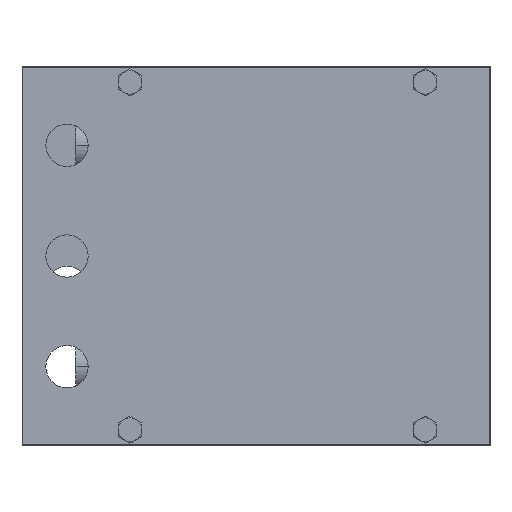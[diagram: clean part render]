
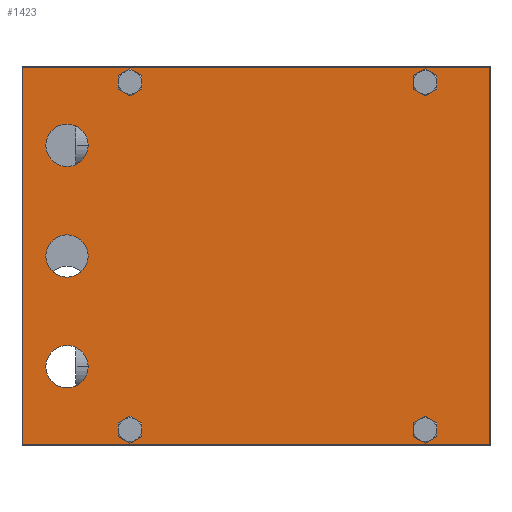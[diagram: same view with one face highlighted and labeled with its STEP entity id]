
A CAD part, left-side view. The second image highlights one B-rep face of the part: STEP entity #1423.
In plain terms, the highlighted planar face has unit normal (-1, 0, 0).
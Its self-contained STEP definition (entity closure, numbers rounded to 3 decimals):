
#162=FACE_BOUND('',#2360,.F.);
#163=FACE_BOUND('',#2361,.F.);
#164=FACE_BOUND('',#2362,.F.);
#165=FACE_BOUND('',#2363,.F.);
#166=FACE_BOUND('',#2364,.F.);
#167=FACE_BOUND('',#2365,.F.);
#168=FACE_BOUND('',#2366,.F.);
#1054=PLANE('',#10985);
#1423=ADVANCED_FACE('',(#162,#163,#164,#165,#166,#167,#168,#1888),#1054,.T.);
#1888=FACE_OUTER_BOUND('',#2367,.F.);
#2360=EDGE_LOOP('',(#4041,#4042));
#2361=EDGE_LOOP('',(#4043,#4044));
#2362=EDGE_LOOP('',(#4045,#4046));
#2363=EDGE_LOOP('',(#4047,#4048));
#2364=EDGE_LOOP('',(#4049,#4050));
#2365=EDGE_LOOP('',(#4051,#4052));
#2366=EDGE_LOOP('',(#4053,#4054));
#2367=EDGE_LOOP('',(#4055,#4056,#4057,#4058));
#4041=ORIENTED_EDGE('',*,*,#8165,.T.);
#4042=ORIENTED_EDGE('',*,*,#8164,.T.);
#4043=ORIENTED_EDGE('',*,*,#8173,.T.);
#4044=ORIENTED_EDGE('',*,*,#8172,.T.);
#4045=ORIENTED_EDGE('',*,*,#8181,.T.);
#4046=ORIENTED_EDGE('',*,*,#8180,.T.);
#4047=ORIENTED_EDGE('',*,*,#8185,.T.);
#4048=ORIENTED_EDGE('',*,*,#8184,.T.);
#4049=ORIENTED_EDGE('',*,*,#8177,.T.);
#4050=ORIENTED_EDGE('',*,*,#8176,.T.);
#4051=ORIENTED_EDGE('',*,*,#8169,.T.);
#4052=ORIENTED_EDGE('',*,*,#8168,.T.);
#4053=ORIENTED_EDGE('',*,*,#8161,.T.);
#4054=ORIENTED_EDGE('',*,*,#8160,.T.);
#4055=ORIENTED_EDGE('',*,*,#8187,.T.);
#4056=ORIENTED_EDGE('',*,*,#8194,.F.);
#4057=ORIENTED_EDGE('',*,*,#8191,.F.);
#4058=ORIENTED_EDGE('',*,*,#8195,.T.);
#6637=LINE('',#16997,#7177);
#6641=LINE('',#17001,#7181);
#6644=LINE('',#17004,#7184);
#6645=LINE('',#17005,#7185);
#7177=VECTOR('',#12780,210.);
#7181=VECTOR('',#12784,210.);
#7184=VECTOR('',#12787,260.);
#7185=VECTOR('',#12788,260.);
#8160=EDGE_CURVE('',#9487,#9486,#8824,.T.);
#8161=EDGE_CURVE('',#9486,#9487,#8825,.T.);
#8164=EDGE_CURVE('',#9483,#9482,#8828,.T.);
#8165=EDGE_CURVE('',#9482,#9483,#8829,.T.);
#8168=EDGE_CURVE('',#9479,#9478,#8832,.T.);
#8169=EDGE_CURVE('',#9478,#9479,#8833,.T.);
#8172=EDGE_CURVE('',#9475,#9474,#8836,.T.);
#8173=EDGE_CURVE('',#9474,#9475,#8837,.T.);
#8176=EDGE_CURVE('',#9471,#9470,#8840,.T.);
#8177=EDGE_CURVE('',#9470,#9471,#8841,.T.);
#8180=EDGE_CURVE('',#9467,#9466,#8844,.T.);
#8181=EDGE_CURVE('',#9466,#9467,#8845,.T.);
#8184=EDGE_CURVE('',#9463,#9462,#8848,.T.);
#8185=EDGE_CURVE('',#9462,#9463,#8849,.T.);
#8187=EDGE_CURVE('',#9459,#9461,#6637,.T.);
#8191=EDGE_CURVE('',#9455,#9457,#6641,.T.);
#8194=EDGE_CURVE('',#9457,#9461,#6644,.T.);
#8195=EDGE_CURVE('',#9455,#9459,#6645,.T.);
#8824=CIRCLE('',#10956,11.75);
#8825=CIRCLE('',#10957,11.75);
#8828=CIRCLE('',#10960,11.75);
#8829=CIRCLE('',#10961,11.75);
#8832=CIRCLE('',#10964,11.75);
#8833=CIRCLE('',#10965,11.75);
#8836=CIRCLE('',#10968,4.1);
#8837=CIRCLE('',#10969,4.1);
#8840=CIRCLE('',#10972,4.1);
#8841=CIRCLE('',#10973,4.1);
#8844=CIRCLE('',#10976,4.1);
#8845=CIRCLE('',#10977,4.1);
#8848=CIRCLE('',#10980,4.1);
#8849=CIRCLE('',#10981,4.1);
#9455=VERTEX_POINT('',#16933);
#9457=VERTEX_POINT('',#16935);
#9459=VERTEX_POINT('',#16937);
#9461=VERTEX_POINT('',#16939);
#9462=VERTEX_POINT('',#16940);
#9463=VERTEX_POINT('',#16941);
#9466=VERTEX_POINT('',#16944);
#9467=VERTEX_POINT('',#16945);
#9470=VERTEX_POINT('',#16948);
#9471=VERTEX_POINT('',#16949);
#9474=VERTEX_POINT('',#16952);
#9475=VERTEX_POINT('',#16953);
#9478=VERTEX_POINT('',#16956);
#9479=VERTEX_POINT('',#16957);
#9482=VERTEX_POINT('',#16960);
#9483=VERTEX_POINT('',#16961);
#9486=VERTEX_POINT('',#16964);
#9487=VERTEX_POINT('',#16965);
#10956=AXIS2_PLACEMENT_3D('',#16970,#12727,#12728);
#10957=AXIS2_PLACEMENT_3D('',#16971,#12729,#12730);
#10960=AXIS2_PLACEMENT_3D('',#16974,#12735,#12736);
#10961=AXIS2_PLACEMENT_3D('',#16975,#12737,#12738);
#10964=AXIS2_PLACEMENT_3D('',#16978,#12743,#12744);
#10965=AXIS2_PLACEMENT_3D('',#16979,#12745,#12746);
#10968=AXIS2_PLACEMENT_3D('',#16982,#12751,#12752);
#10969=AXIS2_PLACEMENT_3D('',#16983,#12753,#12754);
#10972=AXIS2_PLACEMENT_3D('',#16986,#12759,#12760);
#10973=AXIS2_PLACEMENT_3D('',#16987,#12761,#12762);
#10976=AXIS2_PLACEMENT_3D('',#16990,#12767,#12768);
#10977=AXIS2_PLACEMENT_3D('',#16991,#12769,#12770);
#10980=AXIS2_PLACEMENT_3D('',#16994,#12775,#12776);
#10981=AXIS2_PLACEMENT_3D('',#16995,#12777,#12778);
#10985=AXIS2_PLACEMENT_3D('',#17025,#12811,#12812);
#12727=DIRECTION('',(-1.,0.,0.));
#12728=DIRECTION('',(0.,-1.,0.));
#12729=DIRECTION('',(-1.,0.,0.));
#12730=DIRECTION('',(0.,1.,0.));
#12735=DIRECTION('',(-1.,0.,0.));
#12736=DIRECTION('',(0.,-1.,0.));
#12737=DIRECTION('',(-1.,0.,0.));
#12738=DIRECTION('',(0.,1.,0.));
#12743=DIRECTION('',(-1.,0.,0.));
#12744=DIRECTION('',(0.,-1.,0.));
#12745=DIRECTION('',(-1.,0.,0.));
#12746=DIRECTION('',(0.,1.,0.));
#12751=DIRECTION('',(-1.,0.,0.));
#12752=DIRECTION('',(0.,-1.,0.));
#12753=DIRECTION('',(-1.,0.,0.));
#12754=DIRECTION('',(0.,1.,0.));
#12759=DIRECTION('',(-1.,0.,0.));
#12760=DIRECTION('',(0.,-1.,0.));
#12761=DIRECTION('',(-1.,0.,0.));
#12762=DIRECTION('',(0.,1.,0.));
#12767=DIRECTION('',(-1.,0.,0.));
#12768=DIRECTION('',(0.,-1.,0.));
#12769=DIRECTION('',(-1.,0.,0.));
#12770=DIRECTION('',(0.,1.,0.));
#12775=DIRECTION('',(-1.,0.,0.));
#12776=DIRECTION('',(0.,-1.,0.));
#12777=DIRECTION('',(-1.,0.,0.));
#12778=DIRECTION('',(0.,1.,0.));
#12780=DIRECTION('',(0.,0.,1.));
#12784=DIRECTION('',(0.,0.,1.));
#12787=DIRECTION('',(0.,1.,0.));
#12788=DIRECTION('',(0.,1.,0.));
#12811=DIRECTION('',(-1.,0.,0.));
#12812=DIRECTION('',(0.,0.,-1.));
#16933=CARTESIAN_POINT('',(978.5,-90.,187.));
#16935=CARTESIAN_POINT('',(978.5,-90.,397.));
#16937=CARTESIAN_POINT('',(978.5,170.,187.));
#16939=CARTESIAN_POINT('',(978.5,170.,397.));
#16940=CARTESIAN_POINT('',(978.5,114.1,195.5));
#16941=CARTESIAN_POINT('',(978.5,105.9,195.5));
#16944=CARTESIAN_POINT('',(978.5,-49.9,195.5));
#16945=CARTESIAN_POINT('',(978.5,-58.1,195.5));
#16948=CARTESIAN_POINT('',(978.5,114.1,388.5));
#16949=CARTESIAN_POINT('',(978.5,105.9,388.5));
#16952=CARTESIAN_POINT('',(978.5,-49.9,388.5));
#16953=CARTESIAN_POINT('',(978.5,-58.1,388.5));
#16956=CARTESIAN_POINT('',(978.5,156.75,353.5));
#16957=CARTESIAN_POINT('',(978.5,133.25,353.5));
#16960=CARTESIAN_POINT('',(978.5,156.75,292.));
#16961=CARTESIAN_POINT('',(978.5,133.25,292.));
#16964=CARTESIAN_POINT('',(978.5,156.75,230.5));
#16965=CARTESIAN_POINT('',(978.5,133.25,230.5));
#16970=CARTESIAN_POINT('',(978.5,145.,230.5));
#16971=CARTESIAN_POINT('',(978.5,145.,230.5));
#16974=CARTESIAN_POINT('',(978.5,145.,292.));
#16975=CARTESIAN_POINT('',(978.5,145.,292.));
#16978=CARTESIAN_POINT('',(978.5,145.,353.5));
#16979=CARTESIAN_POINT('',(978.5,145.,353.5));
#16982=CARTESIAN_POINT('',(978.5,-54.,388.5));
#16983=CARTESIAN_POINT('',(978.5,-54.,388.5));
#16986=CARTESIAN_POINT('',(978.5,110.,388.5));
#16987=CARTESIAN_POINT('',(978.5,110.,388.5));
#16990=CARTESIAN_POINT('',(978.5,-54.,195.5));
#16991=CARTESIAN_POINT('',(978.5,-54.,195.5));
#16994=CARTESIAN_POINT('',(978.5,110.,195.5));
#16995=CARTESIAN_POINT('',(978.5,110.,195.5));
#16997=CARTESIAN_POINT('',(978.5,170.,187.));
#17001=CARTESIAN_POINT('',(978.5,-90.,187.));
#17004=CARTESIAN_POINT('',(978.5,-90.,397.));
#17005=CARTESIAN_POINT('',(978.5,-90.,187.));
#17025=CARTESIAN_POINT('',(978.5,172.6,399.6));
